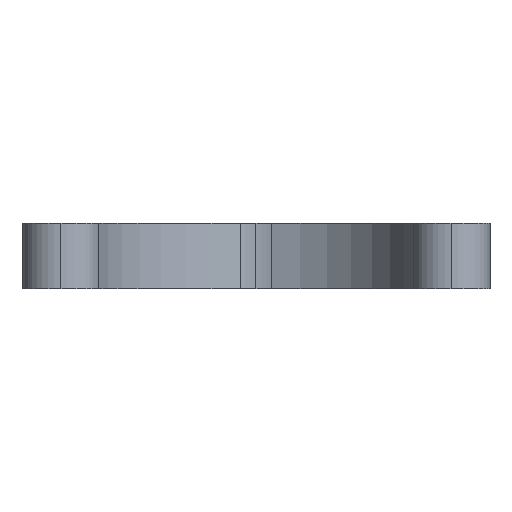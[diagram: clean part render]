
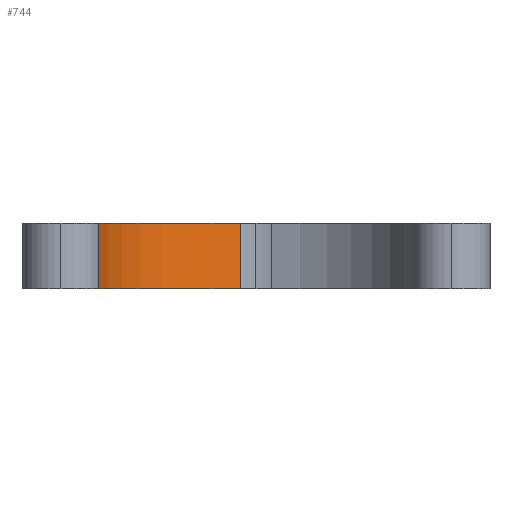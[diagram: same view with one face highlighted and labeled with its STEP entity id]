
A CAD part, left-side view. The second image highlights one B-rep face of the part: STEP entity #744.
In plain terms, the highlighted cylindrical face has radius 30 mm (diameter 60 mm), a partial arc.
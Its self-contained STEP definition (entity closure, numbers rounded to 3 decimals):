
#2 = AXIS2_PLACEMENT_3D ( 'NONE', #208, #415, #394 ) ;
#4 = ORIENTED_EDGE ( 'NONE', *, *, #696, .T. ) ;
#43 = VECTOR ( 'NONE', #667, 1000. ) ;
#76 = VECTOR ( 'NONE', #659, 1000. ) ;
#108 = DIRECTION ( 'NONE',  ( -1., 0., 0. ) ) ;
#138 = EDGE_CURVE ( 'NONE', #516, #799, #155, .T. ) ;
#150 = CARTESIAN_POINT ( 'NONE',  ( -37.518, 24.195, 10. ) ) ;
#155 = LINE ( 'NONE', #587, #76 ) ;
#181 = DIRECTION ( 'NONE',  ( 0., 0., -1. ) ) ;
#208 = CARTESIAN_POINT ( 'NONE',  ( -45.109, -4.829, 0. ) ) ;
#216 = VERTEX_POINT ( 'NONE', #681 ) ;
#225 = CARTESIAN_POINT ( 'NONE',  ( -15.996, 2.414, 10. ) ) ;
#243 = CARTESIAN_POINT ( 'NONE',  ( -45.109, -4.829, 10. ) ) ;
#245 = EDGE_LOOP ( 'NONE', ( #760, #471, #581, #4 ) ) ;
#340 = CARTESIAN_POINT ( 'NONE',  ( -15.996, 2.414, 0. ) ) ;
#367 = CYLINDRICAL_SURFACE ( 'NONE', #534, 30. ) ;
#394 = DIRECTION ( 'NONE',  ( -1., 0., 0. ) ) ;
#415 = DIRECTION ( 'NONE',  ( 0., 0., -1. ) ) ;
#431 = DIRECTION ( 'NONE',  ( -1., 0., 0. ) ) ;
#471 = ORIENTED_EDGE ( 'NONE', *, *, #138, .T. ) ;
#491 = LINE ( 'NONE', #496, #43 ) ;
#496 = CARTESIAN_POINT ( 'NONE',  ( -37.518, 24.195, 10. ) ) ;
#516 = VERTEX_POINT ( 'NONE', #340 ) ;
#521 = EDGE_CURVE ( 'NONE', #216, #516, #688, .T. ) ;
#534 = AXIS2_PLACEMENT_3D ( 'NONE', #243, #547, #108 ) ;
#547 = DIRECTION ( 'NONE',  ( 0., 0., -1. ) ) ;
#560 = AXIS2_PLACEMENT_3D ( 'NONE', #740, #181, #431 ) ;
#565 = VERTEX_POINT ( 'NONE', #150 ) ;
#581 = ORIENTED_EDGE ( 'NONE', *, *, #731, .F. ) ;
#587 = CARTESIAN_POINT ( 'NONE',  ( -15.996, 2.414, 10. ) ) ;
#659 = DIRECTION ( 'NONE',  ( 0., 0., 1. ) ) ;
#667 = DIRECTION ( 'NONE',  ( 0., 0., -1. ) ) ;
#681 = CARTESIAN_POINT ( 'NONE',  ( -37.518, 24.195, 0. ) ) ;
#688 = CIRCLE ( 'NONE', #2, 30. ) ;
#696 = EDGE_CURVE ( 'NONE', #565, #216, #491, .T. ) ;
#731 = EDGE_CURVE ( 'NONE', #565, #799, #763, .T. ) ;
#740 = CARTESIAN_POINT ( 'NONE',  ( -45.109, -4.829, 10. ) ) ;
#744 = ADVANCED_FACE ( 'NONE', ( #805 ), #367, .F. ) ;
#760 = ORIENTED_EDGE ( 'NONE', *, *, #521, .T. ) ;
#763 = CIRCLE ( 'NONE', #560, 30. ) ;
#799 = VERTEX_POINT ( 'NONE', #225 ) ;
#805 = FACE_OUTER_BOUND ( 'NONE', #245, .T. ) ;
